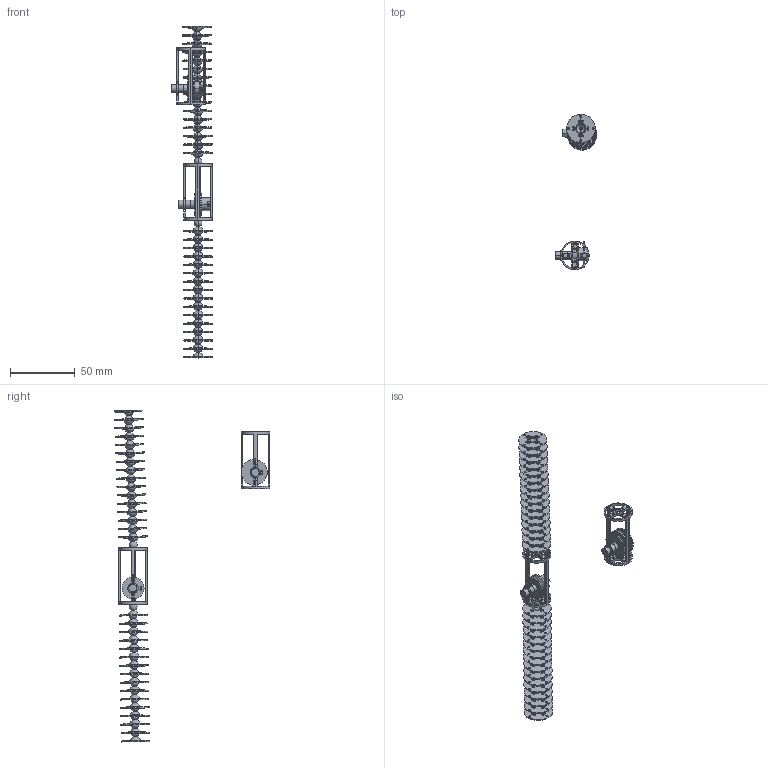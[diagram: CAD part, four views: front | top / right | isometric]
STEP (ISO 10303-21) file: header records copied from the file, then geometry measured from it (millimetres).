
FILE_DESCRIPTION (( 'STEP AP214' ), '1' );
FILE_NAME ('miniature snake driver assembly.STEP', '2023-12-26T15:09:10', ( '' ), ( '' ), 'SwSTEP 2.0', 'SolidWorks 2022', '' );
FILE_SCHEMA (( 'AUTOMOTIVE_DESIGN' ));
Length unit declared in the file: millimetre
Products named in the file (8): miniature snake control enclosure; miniature enclosed pulley; Part4^miniature snake driver assembly; vertebrae v2; motor; miniature enclosed winch simpler; motor and pulley^miniature snake driver assembly; miniature snake driver assembly
Assembly tree (39 placements, depth 3):
  Part4^miniature snake driver assembly
  miniature snake driver assembly
    miniature enclosed winch simpler
    motor
    miniature snake control enclosure  x2
    motor and pulley^miniature snake driver assembly
      motor
      miniature enclosed pulley
    vertebrae v2  x32
Bounding box: 31.38 x 120.23 x 256.97 mm (x, y, z)
Volume: 17775.7 mm3; surface area: 45265.2 mm2
Topology: 40 solids, 40 shells, 1923 faces, 5135 edges, 3104 vertices
Faces by surface type: cylinder 1157, cone 260, torus 256, plane 250
Entity records: 12514 total; most frequent: CARTESIAN_POINT 2827, DIRECTION 1994, ORIENTED_EDGE 1852, EDGE_CURVE 926, AXIS2_PLACEMENT_3D 765, VERTEX_POINT 586, LINE 464, VECTOR 464
